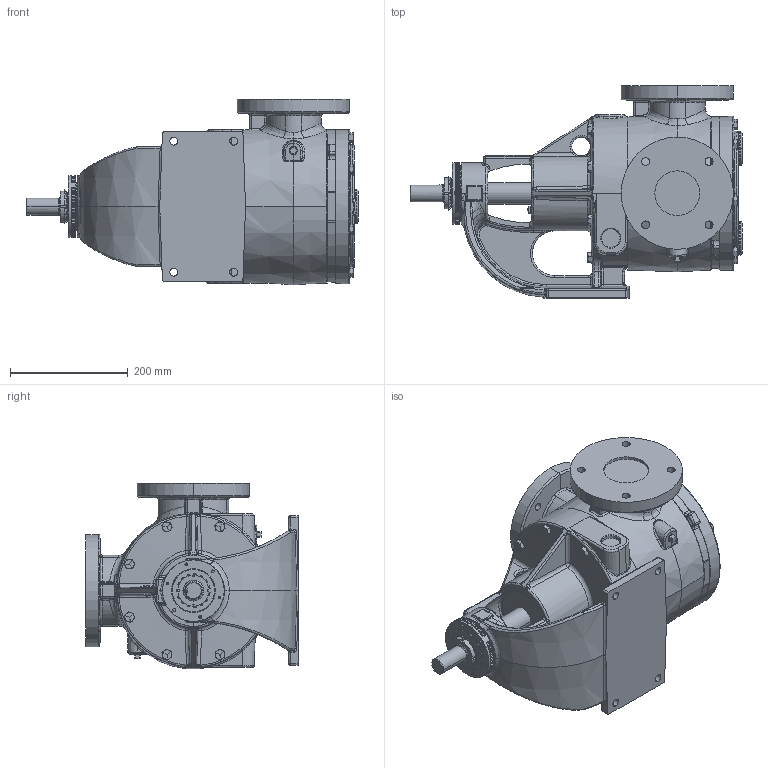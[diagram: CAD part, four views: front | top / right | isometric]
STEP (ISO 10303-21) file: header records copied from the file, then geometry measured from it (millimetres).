
FILE_DESCRIPTION (( 'STEP AP214' ), '1' );
FILE_NAME ('LL724.STEP', '2016-09-09T12:32:44', ( '' ), ( '' ), 'SwSTEP 2.0', 'SolidWorks 2015', '' );
FILE_SCHEMA (( 'AUTOMOTIVE_DESIGN' ));
Length unit declared in the file: inch
Products named in the file (2): LL724
Bounding box: 563.75 x 360.43 x 315.53 mm (x, y, z)
Volume: 18846362.1 mm3; surface area: 776281.7 mm2
Topology: 1 solids, 1 shells, 1984 faces, 4989 edges, 3015 vertices
Faces by surface type: plane 569, cylinder 527, bspline 442, cone 288, torus 124, sphere 34
Entity records: 108276 total; most frequent: CARTESIAN_POINT 47895, ORIENTED_EDGE 9898, DIRECTION 8283, EDGE_CURVE 4949, AXIS2_PLACEMENT_3D 3375, VERTEX_POINT 3015, EDGE_LOOP 2076, FACE_OUTER_BOUND 1984
